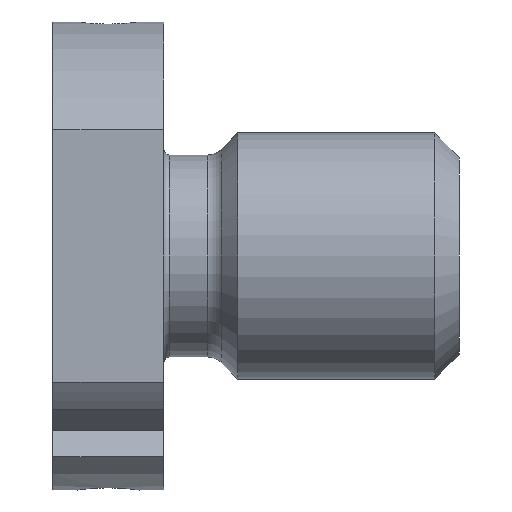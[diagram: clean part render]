
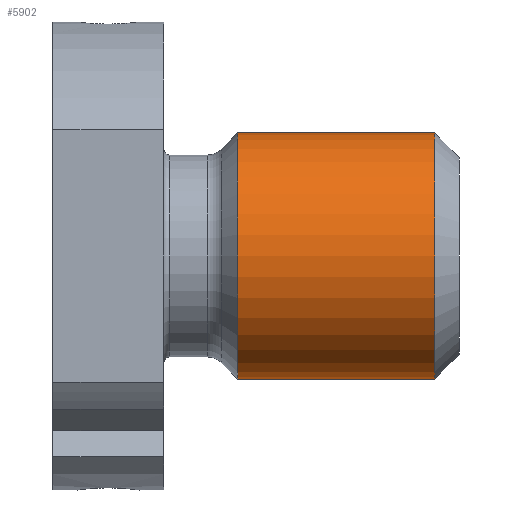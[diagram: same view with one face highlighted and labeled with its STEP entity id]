
A CAD part, front view. The second image highlights one B-rep face of the part: STEP entity #5902.
In plain terms, the highlighted cylindrical face has radius 10 mm (diameter 20 mm), a partial arc.
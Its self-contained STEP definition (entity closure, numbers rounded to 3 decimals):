
#1=CARTESIAN_POINT('',(31.,0.,0.));
#2=DIRECTION('',(-1.,0.,0.));
#3=DIRECTION('',(0.,0.,-1.));
#4=AXIS2_PLACEMENT_3D('',#1,#2,#3);
#19=DIRECTION('',(-1.,0.,0.));
#20=VECTOR('',#19,16.);
#21=CARTESIAN_POINT('',(31.,0.,-10.));
#22=LINE('',#21,#20);
#23=DIRECTION('',(-1.,0.,0.));
#24=VECTOR('',#23,16.);
#25=CARTESIAN_POINT('',(31.,0.,10.));
#26=LINE('',#25,#24);
#4414=CARTESIAN_POINT('',(15.,0.,0.));
#4415=DIRECTION('',(-1.,0.,0.));
#4416=DIRECTION('',(0.,0.,-1.));
#4417=AXIS2_PLACEMENT_3D('',#4414,#4415,#4416);
#4423=CARTESIAN_POINT('',(15.,0.,-10.));
#4424=CARTESIAN_POINT('',(15.,0.,10.));
#4425=VERTEX_POINT('',#4423);
#4426=VERTEX_POINT('',#4424);
#4427=CARTESIAN_POINT('',(31.,0.,-10.));
#4428=CARTESIAN_POINT('',(31.,0.,10.));
#4429=VERTEX_POINT('',#4427);
#4430=VERTEX_POINT('',#4428);
#5888=CARTESIAN_POINT('',(-1.65,0.,0.));
#5889=DIRECTION('',(1.,0.,0.));
#5890=DIRECTION('',(0.,0.,1.));
#5891=AXIS2_PLACEMENT_3D('',#5888,#5889,#5890);
#5892=CYLINDRICAL_SURFACE('',#5891,10.);
#5894=ORIENTED_EDGE('',*,*,#5893,.T.);
#5896=ORIENTED_EDGE('',*,*,#5895,.T.);
#5898=ORIENTED_EDGE('',*,*,#5897,.F.);
#5899=ORIENTED_EDGE('',*,*,#5878,.F.);
#5900=EDGE_LOOP('',(#5894,#5896,#5898,#5899));
#5901=FACE_OUTER_BOUND('',#5900,.F.);
#5902=ADVANCED_FACE('',(#5901),#5892,.T.);
#5=CIRCLE('',#4,10.);
#4418=CIRCLE('',#4417,10.);
#5878=EDGE_CURVE('',#4429,#4430,#5,.T.);
#5893=EDGE_CURVE('',#4429,#4425,#22,.T.);
#5895=EDGE_CURVE('',#4425,#4426,#4418,.T.);
#5897=EDGE_CURVE('',#4430,#4426,#26,.T.);
